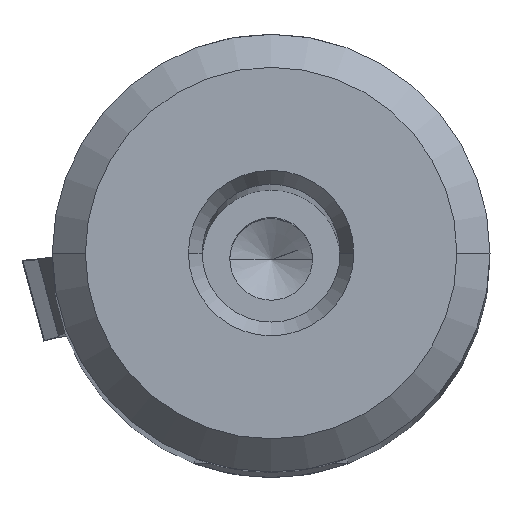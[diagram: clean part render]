
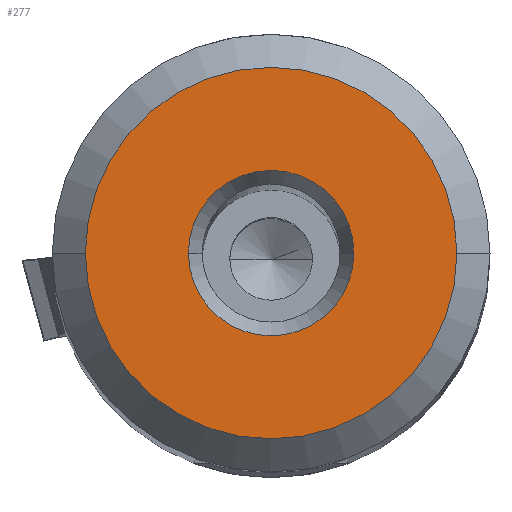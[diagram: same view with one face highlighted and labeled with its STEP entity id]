
A CAD part, top view. The second image highlights one B-rep face of the part: STEP entity #277.
In plain terms, the highlighted planar face has unit normal (0, 0, 1).
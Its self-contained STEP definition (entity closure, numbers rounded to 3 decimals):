
#277=ADVANCED_FACE('',(#498,#499),#366,.T.);
#366=PLANE('',#2492);
#412=CIRCLE('',#2486,3.);
#413=CIRCLE('',#2488,3.);
#414=CIRCLE('',#2490,6.738);
#415=CIRCLE('',#2491,6.738);
#498=FACE_BOUND('',#563,.T.);
#499=FACE_BOUND('',#564,.T.);
#563=EDGE_LOOP('',(#908,#909));
#564=EDGE_LOOP('',(#910,#911));
#908=ORIENTED_EDGE('',*,*,#1633,.F.);
#909=ORIENTED_EDGE('',*,*,#1634,.F.);
#910=ORIENTED_EDGE('',*,*,#1632,.F.);
#911=ORIENTED_EDGE('',*,*,#1630,.F.);
#1369=VERTEX_POINT('',#3823);
#1370=VERTEX_POINT('',#3825);
#1371=VERTEX_POINT('',#3831);
#1372=VERTEX_POINT('',#3832);
#1630=EDGE_CURVE('',#1369,#1370,#412,.T.);
#1632=EDGE_CURVE('',#1370,#1369,#413,.T.);
#1633=EDGE_CURVE('',#1371,#1372,#414,.T.);
#1634=EDGE_CURVE('',#1372,#1371,#415,.T.);
#2486=AXIS2_PLACEMENT_3D('',#3824,#2941,#2942);
#2488=AXIS2_PLACEMENT_3D('',#3828,#2946,#2947);
#2490=AXIS2_PLACEMENT_3D('',#3830,#2950,#2951);
#2491=AXIS2_PLACEMENT_3D('',#3833,#2952,#2953);
#2492=AXIS2_PLACEMENT_3D('',#3834,#2954,#2955);
#2941=DIRECTION('',(0.,0.,1.));
#2942=DIRECTION('',(1.,0.,0.));
#2946=DIRECTION('',(0.,0.,1.));
#2947=DIRECTION('',(-1.,0.,0.));
#2950=DIRECTION('',(0.,0.,-1.));
#2951=DIRECTION('',(-1.,0.,0.));
#2952=DIRECTION('',(0.,0.,-1.));
#2953=DIRECTION('',(1.,0.,0.));
#2954=DIRECTION('',(0.,0.,1.));
#2955=DIRECTION('',(-1.,0.,0.));
#3823=CARTESIAN_POINT('',(3.,0.,0.));
#3824=CARTESIAN_POINT('',(0.,0.,0.));
#3825=CARTESIAN_POINT('',(-3.,0.,0.));
#3828=CARTESIAN_POINT('',(0.,0.,0.));
#3830=CARTESIAN_POINT('',(0.,0.,0.));
#3831=CARTESIAN_POINT('',(-6.738,0.,0.));
#3832=CARTESIAN_POINT('',(6.738,0.,0.));
#3833=CARTESIAN_POINT('',(0.,0.,0.));
#3834=CARTESIAN_POINT('',(0.,0.,0.));
